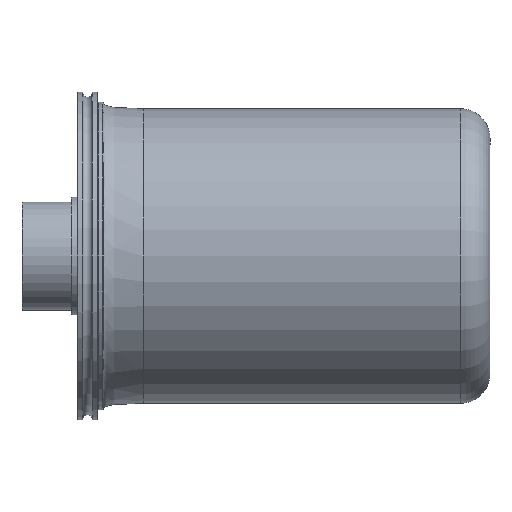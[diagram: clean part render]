
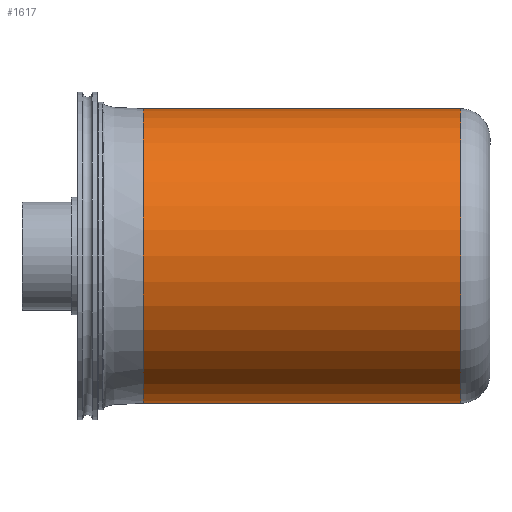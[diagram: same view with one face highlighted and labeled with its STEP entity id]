
A CAD part, left-side view. The second image highlights one B-rep face of the part: STEP entity #1617.
In plain terms, the highlighted cylindrical face has radius 45 mm (diameter 90 mm), a full revolution.
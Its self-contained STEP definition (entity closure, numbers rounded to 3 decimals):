
#190=LINE('',#2960,#257);
#257=VECTOR('',#2306,45.);
#324=CYLINDRICAL_SURFACE('',#1993,45.);
#375=FACE_OUTER_BOUND('',#466,.T.);
#466=EDGE_LOOP('',(#1198,#1199,#1200,#1201,#1202,#1203,#1204));
#575=CIRCLE('',#1957,45.);
#576=CIRCLE('',#1958,45.);
#599=CIRCLE('',#1989,45.);
#600=CIRCLE('',#1990,45.);
#602=CIRCLE('',#1992,45.);
#735=VERTEX_POINT('',#2865);
#736=VERTEX_POINT('',#2869);
#755=VERTEX_POINT('',#2952);
#756=VERTEX_POINT('',#2953);
#757=VERTEX_POINT('',#2955);
#907=EDGE_CURVE('',#735,#736,#575,.T.);
#908=EDGE_CURVE('',#736,#735,#576,.T.);
#934=EDGE_CURVE('',#755,#756,#599,.T.);
#935=EDGE_CURVE('',#757,#755,#600,.T.);
#937=EDGE_CURVE('',#756,#757,#602,.T.);
#938=EDGE_CURVE('',#736,#756,#190,.T.);
#1198=ORIENTED_EDGE('',*,*,#907,.F.);
#1199=ORIENTED_EDGE('',*,*,#908,.F.);
#1200=ORIENTED_EDGE('',*,*,#938,.T.);
#1201=ORIENTED_EDGE('',*,*,#937,.T.);
#1202=ORIENTED_EDGE('',*,*,#935,.T.);
#1203=ORIENTED_EDGE('',*,*,#934,.T.);
#1204=ORIENTED_EDGE('',*,*,#938,.F.);
#1617=ADVANCED_FACE('',(#375),#324,.T.);
#1957=AXIS2_PLACEMENT_3D('',#2870,#2230,#2231);
#1958=AXIS2_PLACEMENT_3D('',#2871,#2232,#2233);
#1989=AXIS2_PLACEMENT_3D('',#2954,#2296,#2297);
#1990=AXIS2_PLACEMENT_3D('',#2956,#2298,#2299);
#1992=AXIS2_PLACEMENT_3D('',#2958,#2302,#2303);
#1993=AXIS2_PLACEMENT_3D('',#2959,#2304,#2305);
#2230=DIRECTION('center_axis',(0.,1.,0.));
#2231=DIRECTION('ref_axis',(1.,0.,0.));
#2232=DIRECTION('center_axis',(0.,1.,0.));
#2233=DIRECTION('ref_axis',(1.,0.,0.));
#2296=DIRECTION('center_axis',(0.,1.,0.));
#2297=DIRECTION('ref_axis',(1.,0.,0.));
#2298=DIRECTION('center_axis',(0.,1.,0.));
#2299=DIRECTION('ref_axis',(1.,0.,0.));
#2302=DIRECTION('center_axis',(0.,1.,0.));
#2303=DIRECTION('ref_axis',(1.,0.,0.));
#2304=DIRECTION('center_axis',(0.,1.,0.));
#2305=DIRECTION('ref_axis',(-1.,0.,0.));
#2306=DIRECTION('',(0.,-1.,0.));
#2865=CARTESIAN_POINT('',(-45.,106.,0.));
#2869=CARTESIAN_POINT('',(45.,106.,0.));
#2870=CARTESIAN_POINT('Origin',(0.,106.,0.));
#2871=CARTESIAN_POINT('Origin',(0.,106.,0.));
#2952=CARTESIAN_POINT('',(-45.,9.,0.));
#2953=CARTESIAN_POINT('',(45.,9.,0.));
#2954=CARTESIAN_POINT('Origin',(0.,9.,0.));
#2955=CARTESIAN_POINT('',(0.,9.,-45.));
#2956=CARTESIAN_POINT('Origin',(0.,9.,0.));
#2958=CARTESIAN_POINT('Origin',(0.,9.,0.));
#2959=CARTESIAN_POINT('Origin',(0.,57.5,0.));
#2960=CARTESIAN_POINT('',(45.,57.5,0.));
